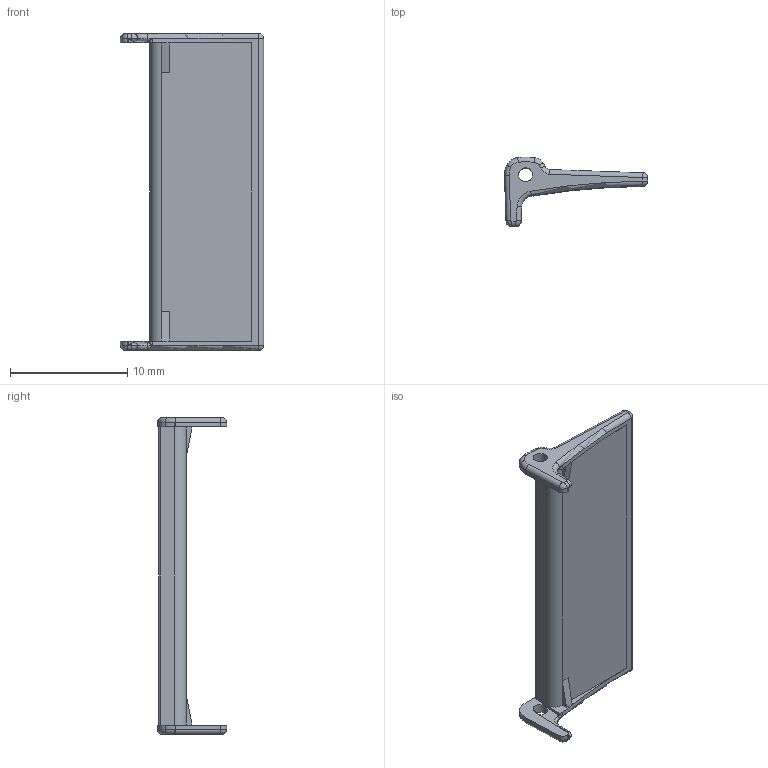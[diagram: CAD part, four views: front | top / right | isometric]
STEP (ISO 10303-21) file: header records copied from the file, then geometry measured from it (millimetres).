
FILE_DESCRIPTION((''),'2;1');
FILE_NAME('ER_PLATE_002473017_ASM','2021-08-24T',('marketing.praksa'),('Audax d.o.o.'),'CREO PARAMETRIC BY PTC INC, 2017480','CREO PARAMETRIC BY PTC INC, 2017480','');
FILE_SCHEMA(('AUTOMOTIVE_DESIGN { 1 0 10303 214 1 1 1 1 }'));
Length unit declared in the file: millimetre
Products named in the file (3): ER_PLATE_002473017; PRT0004; ER_PLATE_002473017_ASM
Assembly tree (2 placements, depth 2):
  ER_PLATE_002473017_ASM
    ER_PLATE_002473017
    PRT0004
Bounding box: 12.2 x 5.9 x 27 mm (x, y, z)
Volume: 364.8 mm3; surface area: 721.2 mm2
Topology: 4 solids, 4 shells, 210 faces, 565 edges, 360 vertices
Faces by surface type: cylinder 89, plane 87, torus 24, bspline 6, sphere 4
Entity records: 10233 total; most frequent: CARTESIAN_POINT 1304, DIRECTION 1209, ORIENTED_EDGE 1122, PRESENTATION_STYLE_ASSIGNMENT 775, STYLED_ITEM 775, CURVE_STYLE 561, EDGE_CURVE 561, AXIS2_PLACEMENT_3D 453
